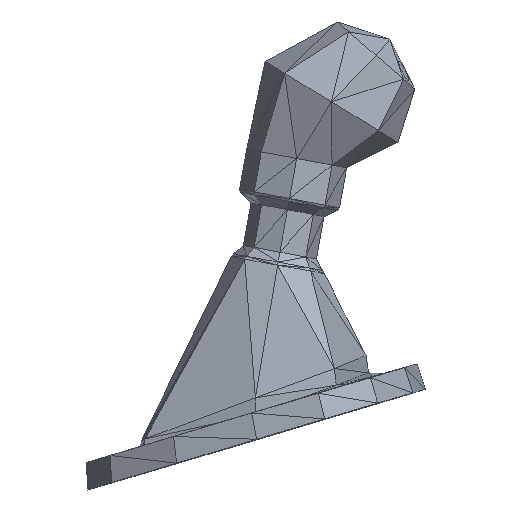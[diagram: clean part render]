
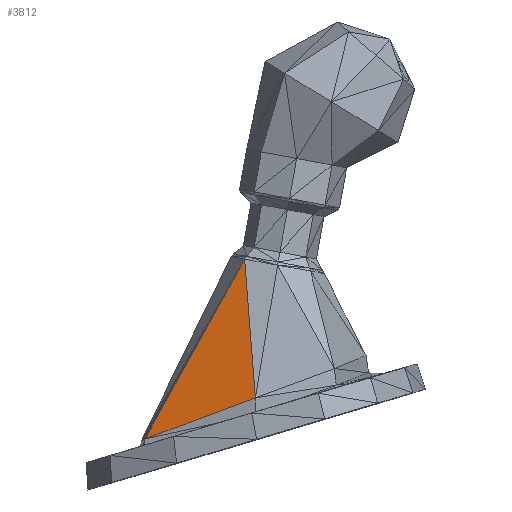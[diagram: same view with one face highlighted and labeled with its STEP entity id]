
A CAD part, top view. The second image highlights one B-rep face of the part: STEP entity #3812.
In plain terms, the highlighted planar face has unit normal (-0.418, 0.461, 0.783).
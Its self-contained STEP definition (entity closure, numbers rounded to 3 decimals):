
#327 = EDGE_LOOP ( 'NONE', ( #3771, #1116, #5331 ) ) ;
#1039 = VECTOR ( 'NONE', #2538, 1000. ) ;
#1116 = ORIENTED_EDGE ( 'NONE', *, *, #4070, .T. ) ;
#1245 = DIRECTION ( 'NONE',  ( -0.469, -0.847, 0.248 ) ) ;
#1641 = DIRECTION ( 'NONE',  ( -0.899, -0.335, -0.282 ) ) ;
#1656 = VECTOR ( 'NONE', #1641, 1000. ) ;
#1669 = AXIS2_PLACEMENT_3D ( 'NONE', #2008, #2919, #5603 ) ;
#2008 = CARTESIAN_POINT ( 'NONE',  ( 54.846, -60.478, -102.886 ) ) ;
#2031 = CARTESIAN_POINT ( 'NONE',  ( 461.073, -73.535, 121.339 ) ) ;
#2443 = PLANE ( 'NONE',  #1669 ) ;
#2538 = DIRECTION ( 'NONE',  ( -0.065, 0.845, -0.531 ) ) ;
#2664 = VECTOR ( 'NONE', #1245, 1000. ) ;
#2766 = VERTEX_POINT ( 'NONE', #5677 ) ;
#2919 = DIRECTION ( 'NONE',  ( 0.418, -0.46, -0.783 ) ) ;
#3405 = LINE ( 'NONE', #5683, #1039 ) ;
#3727 = VERTEX_POINT ( 'NONE', #4598 ) ;
#3771 = ORIENTED_EDGE ( 'NONE', *, *, #3932, .T. ) ;
#3812 = ADVANCED_FACE ( 'NONE', ( #5023 ), #2443, .F. ) ;
#3932 = EDGE_CURVE ( 'NONE', #2766, #3727, #3405, .T. ) ;
#4070 = EDGE_CURVE ( 'NONE', #3727, #5851, #5283, .T. ) ;
#4598 = CARTESIAN_POINT ( 'NONE',  ( 456.959, -20.382, 87.902 ) ) ;
#4721 = CARTESIAN_POINT ( 'NONE',  ( 418.784, -89.313, 108.07 ) ) ;
#4968 = EDGE_CURVE ( 'NONE', #2766, #5851, #5808, .T. ) ;
#5023 = FACE_OUTER_BOUND ( 'NONE', #327, .T. ) ;
#5283 = LINE ( 'NONE', #5751, #2664 ) ;
#5331 = ORIENTED_EDGE ( 'NONE', *, *, #4968, .F. ) ;
#5603 = DIRECTION ( 'NONE',  ( 0., 0.862, -0.507 ) ) ;
#5677 = CARTESIAN_POINT ( 'NONE',  ( 461.073, -73.535, 121.339 ) ) ;
#5683 = CARTESIAN_POINT ( 'NONE',  ( 461.073, -73.535, 121.339 ) ) ;
#5751 = CARTESIAN_POINT ( 'NONE',  ( 456.959, -20.382, 87.902 ) ) ;
#5808 = LINE ( 'NONE', #2031, #1656 ) ;
#5851 = VERTEX_POINT ( 'NONE', #4721 ) ;
